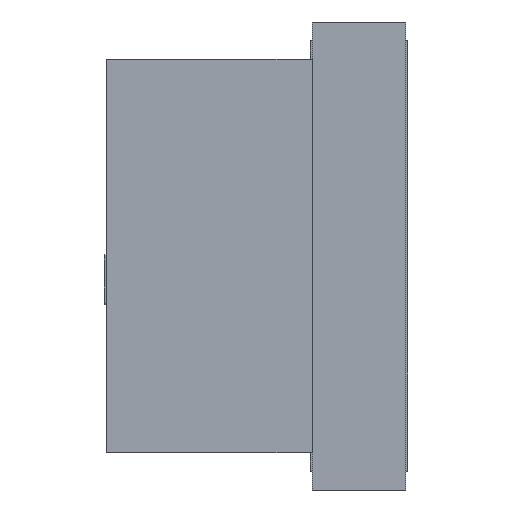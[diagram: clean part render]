
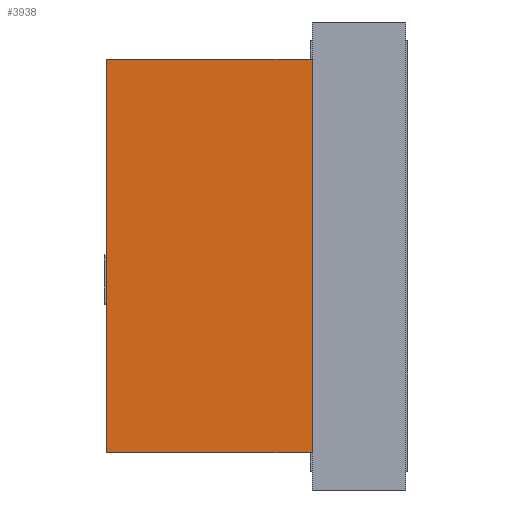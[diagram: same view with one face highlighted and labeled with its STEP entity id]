
A CAD part, left-side view. The second image highlights one B-rep face of the part: STEP entity #3938.
In plain terms, the highlighted planar face has unit normal (-1, 0, 0).
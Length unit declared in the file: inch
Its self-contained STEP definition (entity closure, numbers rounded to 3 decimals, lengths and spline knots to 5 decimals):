
#304 = LINE ( 'NONE', #2620, #13572 ) ;
#359 = ORIENTED_EDGE ( 'NONE', *, *, #5484, .F. ) ;
#965 = DIRECTION ( 'NONE',  ( 0., 0., 1. ) ) ;
#983 = VECTOR ( 'NONE', #8681, 39.37008 ) ;
#1009 = VECTOR ( 'NONE', #965, 39.37008 ) ;
#1277 = LINE ( 'NONE', #10527, #12044 ) ;
#1469 = CARTESIAN_POINT ( 'NONE',  ( -0.15431, 0.05, 0.1051 ) ) ;
#1810 = CARTESIAN_POINT ( 'NONE',  ( -0.15431, 0.16, -0.1051 ) ) ;
#1853 = ORIENTED_EDGE ( 'NONE', *, *, #8562, .T. ) ;
#1863 = CARTESIAN_POINT ( 'NONE',  ( -0.15431, 0.05, 0.1051 ) ) ;
#2620 = CARTESIAN_POINT ( 'NONE',  ( -0.15431, 0.16, 0.1051 ) ) ;
#3187 = CARTESIAN_POINT ( 'NONE',  ( -0.15431, 0.16, 0.1051 ) ) ;
#3273 = LINE ( 'NONE', #4534, #1009 ) ;
#3395 = ORIENTED_EDGE ( 'NONE', *, *, #14560, .T. ) ;
#3938 = ADVANCED_FACE ( 'NONE', ( #4084 ), #12198, .F. ) ;
#4058 = LINE ( 'NONE', #1863, #983 ) ;
#4084 = FACE_OUTER_BOUND ( 'NONE', #12893, .T. ) ;
#4368 = DIRECTION ( 'NONE',  ( 0., -1., 0. ) ) ;
#4534 = CARTESIAN_POINT ( 'NONE',  ( -0.15431, 0.16, 0.1051 ) ) ;
#5474 = CARTESIAN_POINT ( 'NONE',  ( -0.15431, 0.16, 0.1051 ) ) ;
#5484 = EDGE_CURVE ( 'NONE', #8133, #6979, #304, .T. ) ;
#5663 = DIRECTION ( 'NONE',  ( 0., 0., -1. ) ) ;
#6589 = DIRECTION ( 'NONE',  ( 1., 0., 0. ) ) ;
#6979 = VERTEX_POINT ( 'NONE', #1469 ) ;
#7218 = DIRECTION ( 'NONE',  ( 0., -1., 0. ) ) ;
#8133 = VERTEX_POINT ( 'NONE', #5474 ) ;
#8562 = EDGE_CURVE ( 'NONE', #13084, #6979, #4058, .T. ) ;
#8681 = DIRECTION ( 'NONE',  ( 0., 0., 1. ) ) ;
#8810 = CARTESIAN_POINT ( 'NONE',  ( -0.15431, 0.05, -0.1051 ) ) ;
#9168 = AXIS2_PLACEMENT_3D ( 'NONE', #3187, #6589, #5663 ) ;
#10527 = CARTESIAN_POINT ( 'NONE',  ( -0.15431, 0.16, -0.1051 ) ) ;
#10884 = EDGE_CURVE ( 'NONE', #13650, #8133, #3273, .T. ) ;
#12044 = VECTOR ( 'NONE', #4368, 39.37008 ) ;
#12198 = PLANE ( 'NONE',  #9168 ) ;
#12591 = ORIENTED_EDGE ( 'NONE', *, *, #10884, .F. ) ;
#12893 = EDGE_LOOP ( 'NONE', ( #1853, #359, #12591, #3395 ) ) ;
#13084 = VERTEX_POINT ( 'NONE', #8810 ) ;
#13572 = VECTOR ( 'NONE', #7218, 39.37008 ) ;
#13650 = VERTEX_POINT ( 'NONE', #1810 ) ;
#14560 = EDGE_CURVE ( 'NONE', #13650, #13084, #1277, .T. ) ;
